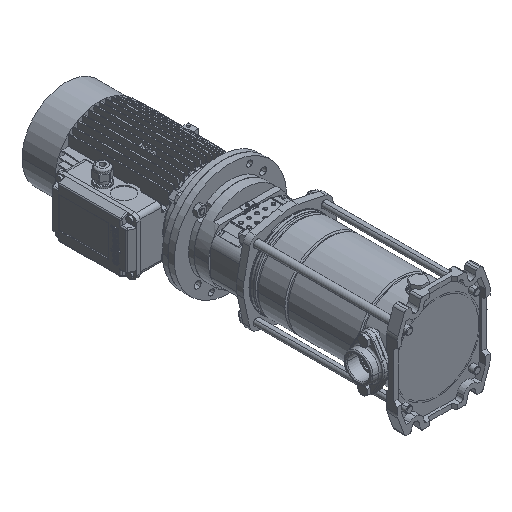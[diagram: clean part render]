
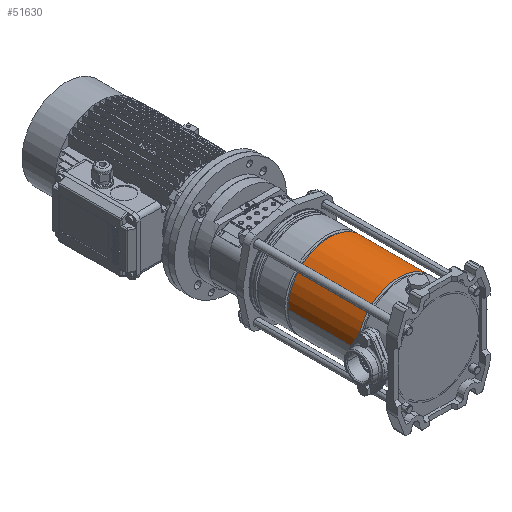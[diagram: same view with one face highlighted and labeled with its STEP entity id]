
A CAD part, isometric view. The second image highlights one B-rep face of the part: STEP entity #51630.
In plain terms, the highlighted cylindrical face has radius 74.4 mm (diameter 148.8 mm), a partial arc.
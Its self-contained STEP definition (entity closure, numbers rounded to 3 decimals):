
#5803 = VECTOR ( 'NONE', #13838, 1000. ) ;
#7364 = CARTESIAN_POINT ( 'NONE',  ( 74.4, 0., 67.336 ) ) ;
#7904 = EDGE_LOOP ( 'NONE', ( #33123, #34751, #21632, #23055 ) ) ;
#7974 = AXIS2_PLACEMENT_3D ( 'NONE', #24668, #8557, #63289 ) ;
#8027 = CARTESIAN_POINT ( 'NONE',  ( -74.4, 0., 67.336 ) ) ;
#8132 = CARTESIAN_POINT ( 'NONE',  ( 74.4, 0., 0. ) ) ;
#8557 = DIRECTION ( 'NONE',  ( 0., 0., -1. ) ) ;
#13629 = CIRCLE ( 'NONE', #7974, 74.4 ) ;
#13838 = DIRECTION ( 'NONE',  ( 0., 0., -1. ) ) ;
#15268 = DIRECTION ( 'NONE',  ( -1., 0., 0. ) ) ;
#15368 = DIRECTION ( 'NONE',  ( 0., 0., -1. ) ) ;
#20091 = AXIS2_PLACEMENT_3D ( 'NONE', #27700, #33788, #39146 ) ;
#20395 = VERTEX_POINT ( 'NONE', #29041 ) ;
#21632 = ORIENTED_EDGE ( 'NONE', *, *, #46338, .T. ) ;
#22328 = CYLINDRICAL_SURFACE ( 'NONE', #20091, 74.4 ) ;
#23055 = ORIENTED_EDGE ( 'NONE', *, *, #25482, .F. ) ;
#23389 = FACE_OUTER_BOUND ( 'NONE', #7904, .T. ) ;
#24668 = CARTESIAN_POINT ( 'NONE',  ( 0., 0., 67.336 ) ) ;
#25482 = EDGE_CURVE ( 'NONE', #39275, #36769, #13629, .T. ) ;
#27657 = VECTOR ( 'NONE', #15368, 1000. ) ;
#27700 = CARTESIAN_POINT ( 'NONE',  ( 0., 0., 0. ) ) ;
#29041 = CARTESIAN_POINT ( 'NONE',  ( -74.4, 0., 190.664 ) ) ;
#31062 = CARTESIAN_POINT ( 'NONE',  ( 74.4, 0., 190.664 ) ) ;
#31359 = CARTESIAN_POINT ( 'NONE',  ( 0., 0., 190.664 ) ) ;
#33123 = ORIENTED_EDGE ( 'NONE', *, *, #45399, .F. ) ;
#33788 = DIRECTION ( 'NONE',  ( 0., 0., -1. ) ) ;
#34751 = ORIENTED_EDGE ( 'NONE', *, *, #45463, .T. ) ;
#36769 = VERTEX_POINT ( 'NONE', #8027 ) ;
#39146 = DIRECTION ( 'NONE',  ( -1., 0., 0. ) ) ;
#39275 = VERTEX_POINT ( 'NONE', #7364 ) ;
#42445 = CIRCLE ( 'NONE', #45895, 74.4 ) ;
#45399 = EDGE_CURVE ( 'NONE', #56560, #39275, #57123, .T. ) ;
#45463 = EDGE_CURVE ( 'NONE', #56560, #20395, #42445, .T. ) ;
#45895 = AXIS2_PLACEMENT_3D ( 'NONE', #31359, #59959, #15268 ) ;
#46338 = EDGE_CURVE ( 'NONE', #20395, #36769, #64376, .T. ) ;
#51630 = ADVANCED_FACE ( 'NONE', ( #23389 ), #22328, .T. ) ;
#56560 = VERTEX_POINT ( 'NONE', #31062 ) ;
#57123 = LINE ( 'NONE', #8132, #5803 ) ;
#59959 = DIRECTION ( 'NONE',  ( 0., 0., -1. ) ) ;
#63289 = DIRECTION ( 'NONE',  ( -1., 0., 0. ) ) ;
#64376 = LINE ( 'NONE', #70103, #27657 ) ;
#70103 = CARTESIAN_POINT ( 'NONE',  ( -74.4, 0., 0. ) ) ;
